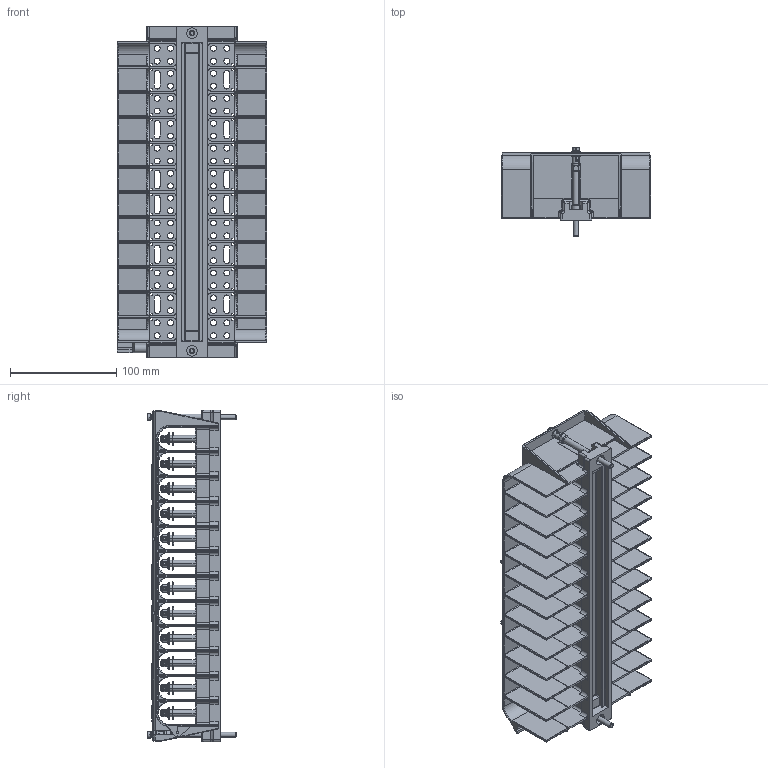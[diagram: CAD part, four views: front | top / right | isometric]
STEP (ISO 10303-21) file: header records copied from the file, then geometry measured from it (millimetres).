
FILE_DESCRIPTION((''),'2;1');
FILE_NAME('32426122003','2019-09-24T',('presta_be4'),(''),'PRO/ENGINEER BY PARAMETRIC TECHNOLOGY CORPORATION, 2014310','PRO/ENGINEER BY PARAMETRIC TECHNOLOGY CORPORATION, 2014310','');
FILE_SCHEMA(('CONFIG_CONTROL_DESIGN'));
Products named in the file (1): 32426122003
Bounding box: 140.4 x 83.34 x 312.2 mm (x, y, z)
Volume: 467050.8 mm3; surface area: 366941.5 mm2
Topology: 13 solids, 13 shells, 4866 faces, 13157 edges, 8454 vertices
Faces by surface type: plane 2781, cylinder 1415, cone 236, bspline 197, torus 189, sphere 48
Entity records: 230782 total; most frequent: CARTESIAN_POINT 109932, ORIENTED_EDGE 26298, DIRECTION 23398, EDGE_CURVE 13149, VECTOR 8656, LINE 8656, VERTEX_POINT 8454, AXIS2_PLACEMENT_3D 7371
